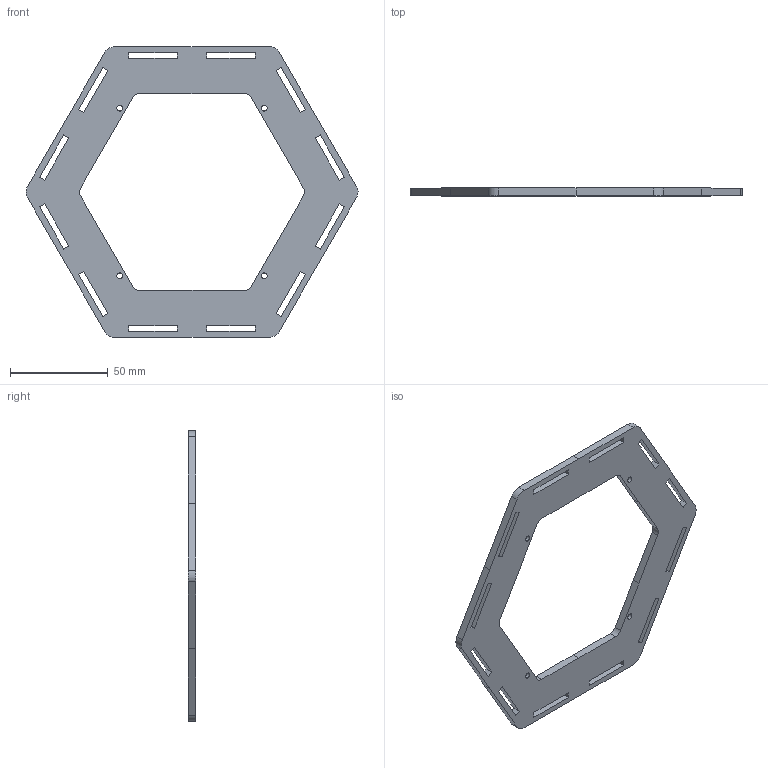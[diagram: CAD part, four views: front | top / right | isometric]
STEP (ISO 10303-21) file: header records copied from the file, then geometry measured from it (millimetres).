
FILE_DESCRIPTION (( 'STEP AP203' ), '1' );
FILE_NAME ('osn3_项 箪铍鬣龛㥮sldprt.STEP', '2018-04-26T12:45:50', ( '' ), ( '' ), 'SwSTEP 2.0', 'SolidWorks 2018', '' );
FILE_SCHEMA (( 'CONFIG_CONTROL_DESIGN' ));
Length unit declared in the file: millimetre
Products named in the file (1): osn3_项 箪铍鬣龛㥮sldprt
Bounding box: 170.17 x 4 x 148.96 mm (x, y, z)
Volume: 37811.2 mm3; surface area: 25181.8 mm2
Topology: 1 solids, 1 shells, 102 faces, 300 edges, 200 vertices
Faces by surface type: plane 74, bspline 28
Entity records: 3637 total; most frequent: CARTESIAN_POINT 967, ORIENTED_EDGE 600, DIRECTION 394, EDGE_CURVE 300, VECTOR 244, LINE 244, VERTEX_POINT 200, EDGE_LOOP 136
